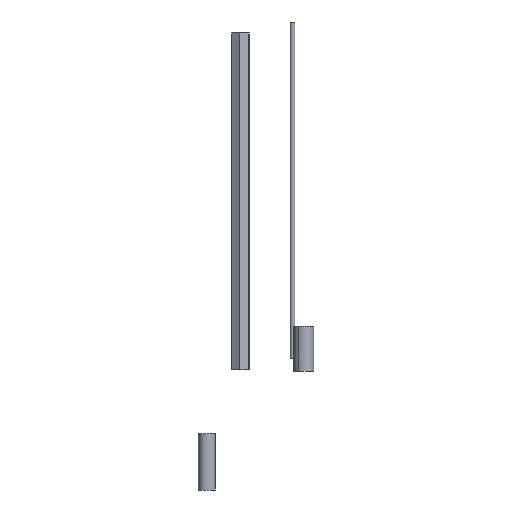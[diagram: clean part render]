
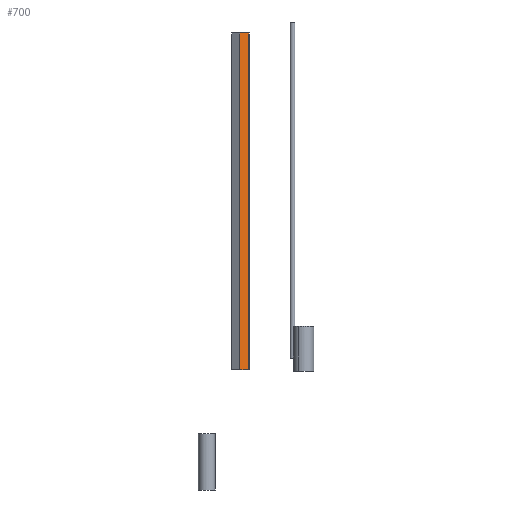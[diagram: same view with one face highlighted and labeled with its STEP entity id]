
A CAD part, front view. The second image highlights one B-rep face of the part: STEP entity #700.
In plain terms, the highlighted planar face has unit normal (0.443, -0.897, 0).
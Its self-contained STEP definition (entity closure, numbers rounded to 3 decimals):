
#25 = EDGE_CURVE ( 'NONE', #659, #313, #766, .T. ) ;
#35 = EDGE_CURVE ( 'NONE', #616, #313, #826, .T. ) ;
#65 = VECTOR ( 'NONE', #374, 1000. ) ;
#69 = EDGE_CURVE ( 'NONE', #602, #616, #716, .T. ) ;
#101 = DIRECTION ( 'NONE',  ( -0.443, 0.897, 0. ) ) ;
#184 = VECTOR ( 'NONE', #822, 1000. ) ;
#227 = CARTESIAN_POINT ( 'NONE',  ( 7.203, -4.808, 300. ) ) ;
#249 = CARTESIAN_POINT ( 'NONE',  ( -0.563, -8.642, 150. ) ) ;
#276 = VECTOR ( 'NONE', #858, 1000. ) ;
#295 = PLANE ( 'NONE',  #604 ) ;
#313 = VERTEX_POINT ( 'NONE', #768 ) ;
#314 = DIRECTION ( 'NONE',  ( -0.897, -0.443, 0. ) ) ;
#374 = DIRECTION ( 'NONE',  ( 0.897, 0.443, 0. ) ) ;
#379 = DIRECTION ( 'NONE',  ( 0., 0., -1. ) ) ;
#395 = ORIENTED_EDGE ( 'NONE', *, *, #25, .T. ) ;
#417 = EDGE_LOOP ( 'NONE', ( #426, #682, #501, #395 ) ) ;
#426 = ORIENTED_EDGE ( 'NONE', *, *, #35, .F. ) ;
#501 = ORIENTED_EDGE ( 'NONE', *, *, #745, .F. ) ;
#602 = VERTEX_POINT ( 'NONE', #787 ) ;
#604 = AXIS2_PLACEMENT_3D ( 'NONE', #847, #101, #314 ) ;
#616 = VERTEX_POINT ( 'NONE', #227 ) ;
#644 = LINE ( 'NONE', #249, #184 ) ;
#653 = CARTESIAN_POINT ( 'NONE',  ( 7.203, -4.808, 0. ) ) ;
#659 = VERTEX_POINT ( 'NONE', #723 ) ;
#682 = ORIENTED_EDGE ( 'NONE', *, *, #69, .F. ) ;
#700 = ADVANCED_FACE ( 'NONE', ( #777 ), #295, .F. ) ;
#716 = LINE ( 'NONE', #795, #276 ) ;
#717 = CARTESIAN_POINT ( 'NONE',  ( 7.203, -4.808, 150. ) ) ;
#723 = CARTESIAN_POINT ( 'NONE',  ( -0.563, -8.642, 0. ) ) ;
#745 = EDGE_CURVE ( 'NONE', #659, #602, #644, .T. ) ;
#766 = LINE ( 'NONE', #653, #65 ) ;
#768 = CARTESIAN_POINT ( 'NONE',  ( 7.203, -4.808, 0. ) ) ;
#777 = FACE_OUTER_BOUND ( 'NONE', #417, .T. ) ;
#779 = VECTOR ( 'NONE', #379, 1000. ) ;
#787 = CARTESIAN_POINT ( 'NONE',  ( -0.563, -8.642, 300. ) ) ;
#795 = CARTESIAN_POINT ( 'NONE',  ( -0.563, -8.642, 300. ) ) ;
#822 = DIRECTION ( 'NONE',  ( 0., 0., 1. ) ) ;
#826 = LINE ( 'NONE', #717, #779 ) ;
#847 = CARTESIAN_POINT ( 'NONE',  ( 7.203, -4.808, 0. ) ) ;
#858 = DIRECTION ( 'NONE',  ( 0.897, 0.443, 0. ) ) ;
